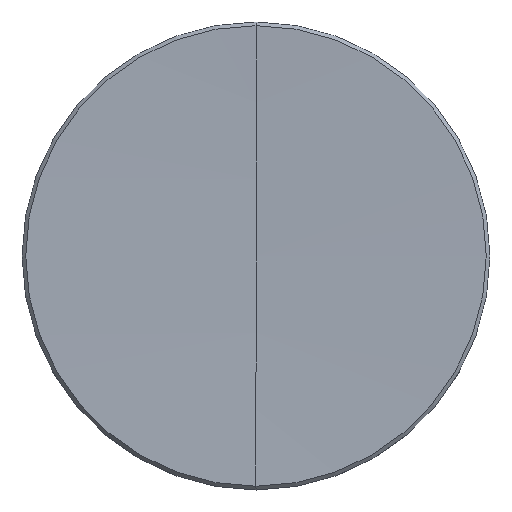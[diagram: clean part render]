
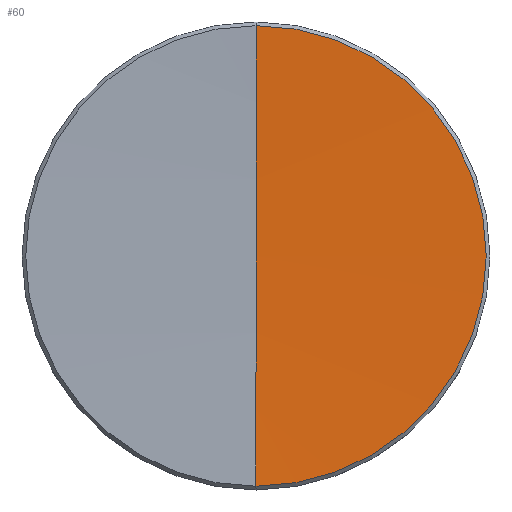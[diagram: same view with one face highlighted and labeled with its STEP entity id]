
A CAD part, top view. The second image highlights one B-rep face of the part: STEP entity #60.
In plain terms, the highlighted spherical face has radius 367.49 mm.
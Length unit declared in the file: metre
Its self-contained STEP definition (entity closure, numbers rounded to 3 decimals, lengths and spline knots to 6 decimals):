
#2 = ORIENTED_EDGE ( 'NONE', *, *, #129, .T. ) ;
#3 = VERTEX_POINT ( 'NONE', #33 ) ;
#5 = CIRCLE ( 'NONE', #297, 0.0125 ) ;
#19 = ORIENTED_EDGE ( 'NONE', *, *, #222, .T. ) ;
#26 = VERTEX_POINT ( 'NONE', #32 ) ;
#32 = CARTESIAN_POINT ( 'NONE',  ( 0., -0.0125, 0.002213 ) ) ;
#33 = CARTESIAN_POINT ( 'NONE',  ( 0., 0.0125, 0.002213 ) ) ;
#49 = CIRCLE ( 'NONE', #278, 0.36749 ) ;
#60 = ADVANCED_FACE ( 'NONE', ( #266 ), #176, .F. ) ;
#79 = CARTESIAN_POINT ( 'NONE',  ( 0., 0., 0.002213 ) ) ;
#101 = EDGE_LOOP ( 'NONE', ( #231, #2, #19 ) ) ;
#103 = DIRECTION ( 'NONE',  ( 0., 0., -1. ) ) ;
#117 = CIRCLE ( 'NONE', #178, 0.36749 ) ;
#128 = CARTESIAN_POINT ( 'NONE',  ( 0., 0., 0.36949 ) ) ;
#129 = EDGE_CURVE ( 'NONE', #267, #26, #117, .T. ) ;
#130 = CARTESIAN_POINT ( 'NONE',  ( 0., 0., 0.36949 ) ) ;
#135 = EDGE_CURVE ( 'NONE', #267, #3, #49, .T. ) ;
#176 = SPHERICAL_SURFACE ( 'NONE', #197, 0.36749 ) ;
#178 = AXIS2_PLACEMENT_3D ( 'NONE', #130, #181, #311 ) ;
#180 = DIRECTION ( 'NONE',  ( 1., 0., 0. ) ) ;
#181 = DIRECTION ( 'NONE',  ( -1., 0., 0. ) ) ;
#185 = DIRECTION ( 'NONE',  ( 0., -1., 0. ) ) ;
#197 = AXIS2_PLACEMENT_3D ( 'NONE', #251, #205, #249 ) ;
#205 = DIRECTION ( 'NONE',  ( -1., 0., 0. ) ) ;
#222 = EDGE_CURVE ( 'NONE', #26, #3, #5, .T. ) ;
#231 = ORIENTED_EDGE ( 'NONE', *, *, #135, .F. ) ;
#242 = DIRECTION ( 'NONE',  ( 0., 0., 1. ) ) ;
#249 = DIRECTION ( 'NONE',  ( 0., 1., 0. ) ) ;
#251 = CARTESIAN_POINT ( 'NONE',  ( 0., 0., 0.36949 ) ) ;
#265 = CARTESIAN_POINT ( 'NONE',  ( 0., 0., 0.002 ) ) ;
#266 = FACE_OUTER_BOUND ( 'NONE', #101, .T. ) ;
#267 = VERTEX_POINT ( 'NONE', #265 ) ;
#278 = AXIS2_PLACEMENT_3D ( 'NONE', #128, #180, #103 ) ;
#297 = AXIS2_PLACEMENT_3D ( 'NONE', #79, #242, #185 ) ;
#311 = DIRECTION ( 'NONE',  ( 0., -1., 0. ) ) ;
